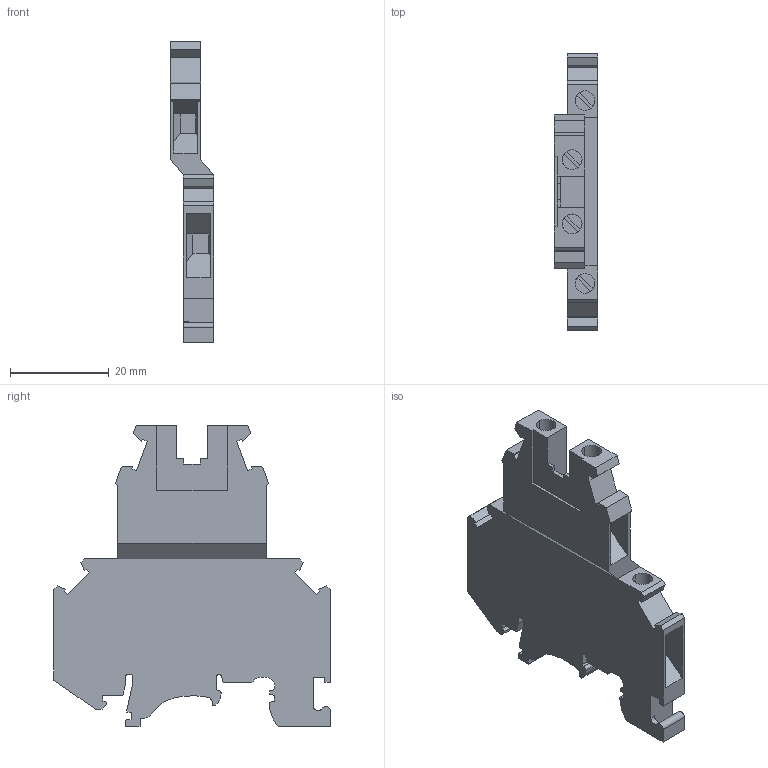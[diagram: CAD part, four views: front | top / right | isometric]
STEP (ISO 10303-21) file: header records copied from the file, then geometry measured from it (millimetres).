
FILE_DESCRIPTION(('Creo Elements/Direct Modeling STEP Export'),'2;1');
FILE_NAME('model.stp','2018-01-19T10:07:03',(''),(''),'Creo Elements/Direct Modeling STEP processor for AP214 (Solid Model)','Creo Elements/Direct Modeling 18.1I 14-Aug-2016 (C) Parametric Technology GmbH','');
FILE_SCHEMA(('AUTOMOTIVE_DESIGN { 1 0 10303 214 1 1 1 1 }'));
Length unit declared in the file: millimetre
Products named in the file (2): UKK_5-2R_1K4_UL-UR_10K_O-UL-select
Assembly tree (1 placements, depth 2):
  UKK_5-2R_1K4_UL-UR_10K_O-UL-select
    UKK_5-2R_1K4_UL-UR_10K_O-UL-select
Bounding box: 8.75 x 56 x 60.9 mm (x, y, z)
Volume: 11971.6 mm3; surface area: 7551.1 mm2
Topology: 1 solids, 1 shells, 196 faces, 557 edges, 369 vertices
Faces by surface type: plane 170, cylinder 26
Entity records: 7767 total; most frequent: ORIENTED_EDGE 1114, CARTESIAN_POINT 1095, DIRECTION 969, EDGE_CURVE 557, VECTOR 483, LINE 483, VERTEX_POINT 369, AXIS2_PLACEMENT_3D 243
